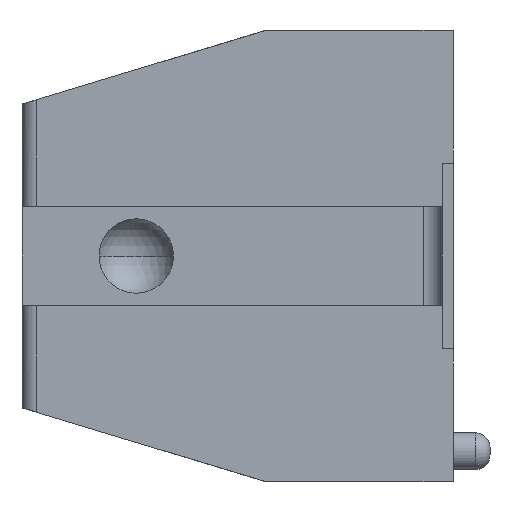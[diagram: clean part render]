
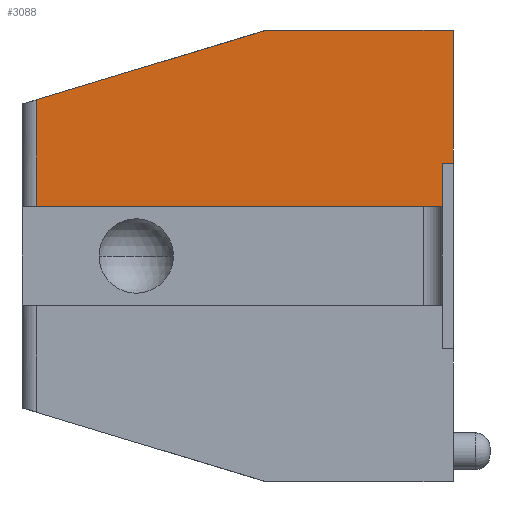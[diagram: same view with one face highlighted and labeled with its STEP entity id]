
A CAD part, left-side view. The second image highlights one B-rep face of the part: STEP entity #3088.
In plain terms, the highlighted planar face has unit normal (-1, 0, 0).
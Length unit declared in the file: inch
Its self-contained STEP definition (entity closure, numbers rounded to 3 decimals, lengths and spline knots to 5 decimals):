
#58 = EDGE_CURVE ( 'NONE', #3968, #2553, #3053, .T. ) ;
#147 = ORIENTED_EDGE ( 'NONE', *, *, #2666, .T. ) ;
#234 = VECTOR ( 'NONE', #1361, 39.37008 ) ;
#332 = DIRECTION ( 'NONE',  ( 0., 0., -1. ) ) ;
#360 = CARTESIAN_POINT ( 'NONE',  ( -0.68, 0.565, 0.21206 ) ) ;
#471 = DIRECTION ( 'NONE',  ( 0., 0., 1. ) ) ;
#545 = LINE ( 'NONE', #2551, #234 ) ;
#611 = EDGE_LOOP ( 'NONE', ( #2775, #3944, #3391, #147, #1908 ) ) ;
#742 = DIRECTION ( 'NONE',  ( 0., 0., -1. ) ) ;
#1007 = CARTESIAN_POINT ( 'NONE',  ( -0.68, 0.255, 0.306 ) ) ;
#1361 = DIRECTION ( 'NONE',  ( 0., 0.957, -0.29 ) ) ;
#1715 = AXIS2_PLACEMENT_3D ( 'NONE', #4996, #5024, #332 ) ;
#1733 = FACE_OUTER_BOUND ( 'NONE', #611, .T. ) ;
#1756 = EDGE_CURVE ( 'NONE', #2640, #3968, #1984, .T. ) ;
#1908 = ORIENTED_EDGE ( 'NONE', *, *, #2820, .F. ) ;
#1915 = VECTOR ( 'NONE', #742, 39.37008 ) ;
#1984 = LINE ( 'NONE', #4249, #1915 ) ;
#1986 = VECTOR ( 'NONE', #3323, 39.37008 ) ;
#2117 = VECTOR ( 'NONE', #4489, 39.37008 ) ;
#2354 = VECTOR ( 'NONE', #471, 39.37008 ) ;
#2396 = EDGE_CURVE ( 'NONE', #4630, #2640, #545, .T. ) ;
#2468 = CARTESIAN_POINT ( 'NONE',  ( -0.68, 0., 0.0675 ) ) ;
#2551 = CARTESIAN_POINT ( 'NONE',  ( -0.68, 0.585, 0.206 ) ) ;
#2553 = VERTEX_POINT ( 'NONE', #4991 ) ;
#2640 = VERTEX_POINT ( 'NONE', #360 ) ;
#2666 = EDGE_CURVE ( 'NONE', #2553, #3699, #3295, .T. ) ;
#2775 = ORIENTED_EDGE ( 'NONE', *, *, #2396, .T. ) ;
#2820 = EDGE_CURVE ( 'NONE', #4630, #3699, #2909, .T. ) ;
#2909 = LINE ( 'NONE', #4495, #1986 ) ;
#3053 = LINE ( 'NONE', #2468, #2117 ) ;
#3088 = ADVANCED_FACE ( 'NONE', ( #1733 ), #3100, .F. ) ;
#3100 = PLANE ( 'NONE',  #1715 ) ;
#3295 = LINE ( 'NONE', #4359, #2354 ) ;
#3323 = DIRECTION ( 'NONE',  ( 0., -1., 0. ) ) ;
#3391 = ORIENTED_EDGE ( 'NONE', *, *, #58, .T. ) ;
#3699 = VERTEX_POINT ( 'NONE', #3955 ) ;
#3944 = ORIENTED_EDGE ( 'NONE', *, *, #1756, .T. ) ;
#3955 = CARTESIAN_POINT ( 'NONE',  ( -0.68, 0., 0.306 ) ) ;
#3968 = VERTEX_POINT ( 'NONE', #4756 ) ;
#4249 = CARTESIAN_POINT ( 'NONE',  ( -0.68, 0.565, 0.306 ) ) ;
#4359 = CARTESIAN_POINT ( 'NONE',  ( -0.68, 0., 0.306 ) ) ;
#4489 = DIRECTION ( 'NONE',  ( 0., -1., 0. ) ) ;
#4495 = CARTESIAN_POINT ( 'NONE',  ( -0.68, 0.585, 0.306 ) ) ;
#4630 = VERTEX_POINT ( 'NONE', #1007 ) ;
#4756 = CARTESIAN_POINT ( 'NONE',  ( -0.68, 0.565, 0.0675 ) ) ;
#4991 = CARTESIAN_POINT ( 'NONE',  ( -0.68, 0., 0.0675 ) ) ;
#4996 = CARTESIAN_POINT ( 'NONE',  ( -0.68, 0.585, 0.306 ) ) ;
#5024 = DIRECTION ( 'NONE',  ( 1., 0., 0. ) ) ;
